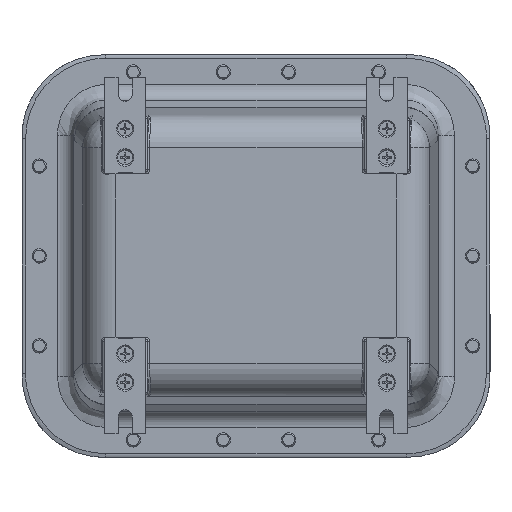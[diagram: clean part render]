
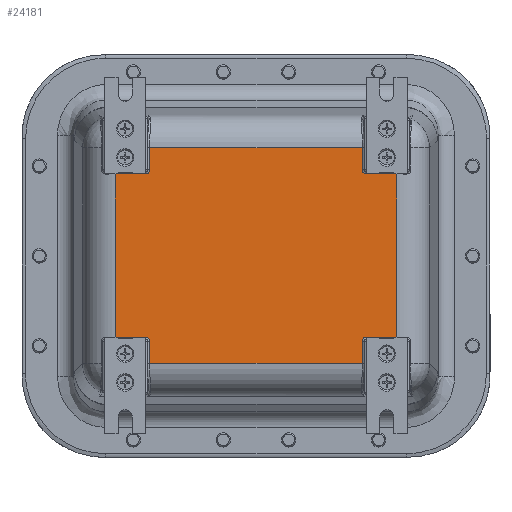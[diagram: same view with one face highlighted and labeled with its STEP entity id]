
A CAD part, top view. The second image highlights one B-rep face of the part: STEP entity #24181.
In plain terms, the highlighted planar face has unit normal (0, 0, 1).
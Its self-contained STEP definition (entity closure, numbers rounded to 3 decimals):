
#2022=ELLIPSE('',#25738,0.125,0.125);
#2031=ELLIPSE('',#25794,0.125,0.125);
#2034=ELLIPSE('',#25815,0.125,0.125);
#2035=ELLIPSE('',#25816,0.125,0.125);
#2720=LINE('',#38076,#4415);
#2722=LINE('',#38115,#4417);
#2743=LINE('',#38615,#4438);
#2744=LINE('',#38652,#4439);
#2747=LINE('',#39028,#4442);
#2749=LINE('',#39042,#4444);
#2750=LINE('',#39044,#4445);
#2751=LINE('',#39048,#4446);
#2752=LINE('',#39050,#4447);
#2753=LINE('',#39052,#4448);
#2754=LINE('',#39055,#4449);
#2755=LINE('',#39056,#4450);
#4415=VECTOR('',#28531,0.394);
#4417=VECTOR('',#28543,0.394);
#4438=VECTOR('',#28666,0.394);
#4439=VECTOR('',#28675,0.394);
#4442=VECTOR('',#28708,0.394);
#4444=VECTOR('',#28716,0.394);
#4445=VECTOR('',#28717,0.394);
#4446=VECTOR('',#28720,0.394);
#4447=VECTOR('',#28721,0.394);
#4448=VECTOR('',#28722,0.394);
#4449=VECTOR('',#28725,0.394);
#4450=VECTOR('',#28726,0.394);
#6543=PLANE('',#25814);
#7890=FACE_OUTER_BOUND('',#9431,.T.);
#9431=EDGE_LOOP('',(#19100,#19101,#19102,#19103,#19104,#19105,#19106,#19107,
#19108,#19109,#19110,#19111,#19112,#19113,#19114,#19115));
#11924=VERTEX_POINT('',#38068);
#11926=VERTEX_POINT('',#38074);
#11927=VERTEX_POINT('',#38108);
#11928=VERTEX_POINT('',#38113);
#11960=VERTEX_POINT('',#38609);
#11961=VERTEX_POINT('',#38613);
#11962=VERTEX_POINT('',#38646);
#11963=VERTEX_POINT('',#38650);
#11973=VERTEX_POINT('',#39027);
#11977=VERTEX_POINT('',#39041);
#11978=VERTEX_POINT('',#39043);
#11979=VERTEX_POINT('',#39045);
#11980=VERTEX_POINT('',#39047);
#11981=VERTEX_POINT('',#39049);
#11982=VERTEX_POINT('',#39051);
#11983=VERTEX_POINT('',#39053);
#14472=EDGE_CURVE('',#11926,#11924,#2720,.T.);
#14475=EDGE_CURVE('',#11927,#11926,#2022,.T.);
#14478=EDGE_CURVE('',#11928,#11927,#2722,.T.);
#14538=EDGE_CURVE('',#11960,#11961,#2743,.T.);
#14540=EDGE_CURVE('',#11961,#11962,#2031,.T.);
#14542=EDGE_CURVE('',#11962,#11963,#2744,.T.);
#14562=EDGE_CURVE('',#11963,#11973,#2747,.T.);
#14567=EDGE_CURVE('',#11977,#11928,#2749,.T.);
#14568=EDGE_CURVE('',#11978,#11977,#2750,.T.);
#14569=EDGE_CURVE('',#11979,#11978,#2034,.T.);
#14570=EDGE_CURVE('',#11980,#11979,#2751,.T.);
#14571=EDGE_CURVE('',#11981,#11980,#2752,.T.);
#14572=EDGE_CURVE('',#11982,#11981,#2753,.T.);
#14573=EDGE_CURVE('',#11983,#11982,#2035,.T.);
#14574=EDGE_CURVE('',#11973,#11983,#2754,.T.);
#14575=EDGE_CURVE('',#11924,#11960,#2755,.T.);
#19100=ORIENTED_EDGE('',*,*,#14478,.F.);
#19101=ORIENTED_EDGE('',*,*,#14567,.F.);
#19102=ORIENTED_EDGE('',*,*,#14568,.F.);
#19103=ORIENTED_EDGE('',*,*,#14569,.F.);
#19104=ORIENTED_EDGE('',*,*,#14570,.F.);
#19105=ORIENTED_EDGE('',*,*,#14571,.F.);
#19106=ORIENTED_EDGE('',*,*,#14572,.F.);
#19107=ORIENTED_EDGE('',*,*,#14573,.F.);
#19108=ORIENTED_EDGE('',*,*,#14574,.F.);
#19109=ORIENTED_EDGE('',*,*,#14562,.F.);
#19110=ORIENTED_EDGE('',*,*,#14542,.F.);
#19111=ORIENTED_EDGE('',*,*,#14540,.F.);
#19112=ORIENTED_EDGE('',*,*,#14538,.F.);
#19113=ORIENTED_EDGE('',*,*,#14575,.F.);
#19114=ORIENTED_EDGE('',*,*,#14472,.F.);
#19115=ORIENTED_EDGE('',*,*,#14475,.F.);
#24181=ADVANCED_FACE('',(#7890),#6543,.T.);
#25738=AXIS2_PLACEMENT_3D('',#38110,#28535,#28536);
#25794=AXIS2_PLACEMENT_3D('',#38648,#28669,#28670);
#25814=AXIS2_PLACEMENT_3D('',#39040,#28714,#28715);
#25815=AXIS2_PLACEMENT_3D('',#39046,#28718,#28719);
#25816=AXIS2_PLACEMENT_3D('',#39054,#28723,#28724);
#28531=DIRECTION('',(0.,-1.,0.));
#28535=DIRECTION('center_axis',(0.,0.,1.));
#28536=DIRECTION('ref_axis',(-0.707,0.707,0.));
#28543=DIRECTION('',(-1.,0.,0.));
#28666=DIRECTION('',(0.,1.,0.));
#28669=DIRECTION('center_axis',(0.,0.,1.));
#28670=DIRECTION('ref_axis',(0.707,0.707,0.));
#28675=DIRECTION('',(-1.,0.,0.));
#28708=DIRECTION('',(0.,1.,0.));
#28714=DIRECTION('center_axis',(0.,0.,1.));
#28715=DIRECTION('ref_axis',(1.,0.,0.));
#28716=DIRECTION('',(0.,-1.,0.));
#28717=DIRECTION('',(1.,0.,0.));
#28718=DIRECTION('center_axis',(0.,0.,1.));
#28719=DIRECTION('ref_axis',(-0.707,-0.707,0.));
#28720=DIRECTION('',(0.,-1.,0.));
#28721=DIRECTION('',(1.,0.,0.));
#28722=DIRECTION('',(0.,1.,0.));
#28723=DIRECTION('center_axis',(0.,0.,1.));
#28724=DIRECTION('ref_axis',(0.707,-0.707,0.));
#28725=DIRECTION('',(1.,0.,0.));
#28726=DIRECTION('',(-1.,0.,0.));
#38068=CARTESIAN_POINT('',(3.247,-3.297,6.5));
#38074=CARTESIAN_POINT('',(3.247,-2.621,6.5));
#38076=CARTESIAN_POINT('',(3.247,-1.281,6.5));
#38108=CARTESIAN_POINT('',(3.371,-2.497,6.5));
#38110=CARTESIAN_POINT('Origin',(3.372,-2.622,6.5));
#38113=CARTESIAN_POINT('',(4.304,-2.497,6.5));
#38115=CARTESIAN_POINT('',(2.344,-2.497,6.5));
#38609=CARTESIAN_POINT('',(-3.247,-3.297,6.5));
#38613=CARTESIAN_POINT('',(-3.247,-2.621,6.5));
#38615=CARTESIAN_POINT('',(-3.247,-1.281,6.5));
#38646=CARTESIAN_POINT('',(-3.371,-2.497,6.5));
#38648=CARTESIAN_POINT('Origin',(-3.372,-2.622,6.5));
#38650=CARTESIAN_POINT('',(-4.304,-2.497,6.5));
#38652=CARTESIAN_POINT('',(-2.344,-2.497,6.5));
#39027=CARTESIAN_POINT('',(-4.304,2.497,6.5));
#39028=CARTESIAN_POINT('',(-4.304,-2.266,6.5));
#39040=CARTESIAN_POINT('Origin',(0.,0.,6.5));
#39041=CARTESIAN_POINT('',(4.304,2.497,6.5));
#39042=CARTESIAN_POINT('',(4.304,2.266,6.5));
#39043=CARTESIAN_POINT('',(3.371,2.497,6.5));
#39044=CARTESIAN_POINT('',(2.344,2.497,6.5));
#39045=CARTESIAN_POINT('',(3.247,2.621,6.5));
#39046=CARTESIAN_POINT('Origin',(3.372,2.622,6.5));
#39047=CARTESIAN_POINT('',(3.247,3.297,6.5));
#39048=CARTESIAN_POINT('',(3.247,1.281,6.5));
#39049=CARTESIAN_POINT('',(-3.247,3.297,6.5));
#39050=CARTESIAN_POINT('',(-2.797,3.297,6.5));
#39051=CARTESIAN_POINT('',(-3.247,2.621,6.5));
#39052=CARTESIAN_POINT('',(-3.247,1.281,6.5));
#39053=CARTESIAN_POINT('',(-3.371,2.497,6.5));
#39054=CARTESIAN_POINT('Origin',(-3.372,2.622,6.5));
#39055=CARTESIAN_POINT('',(-2.344,2.497,6.5));
#39056=CARTESIAN_POINT('',(2.797,-3.297,6.5));
